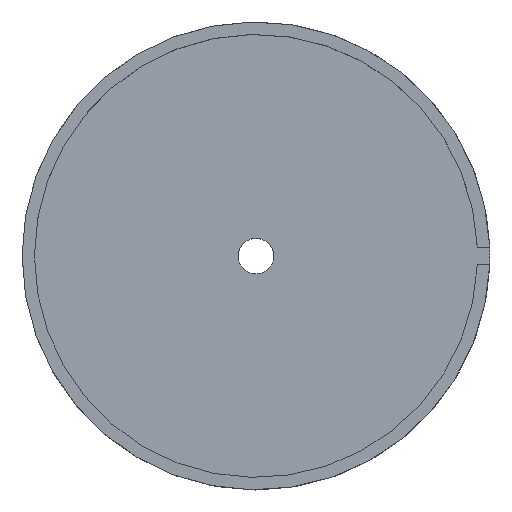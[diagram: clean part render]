
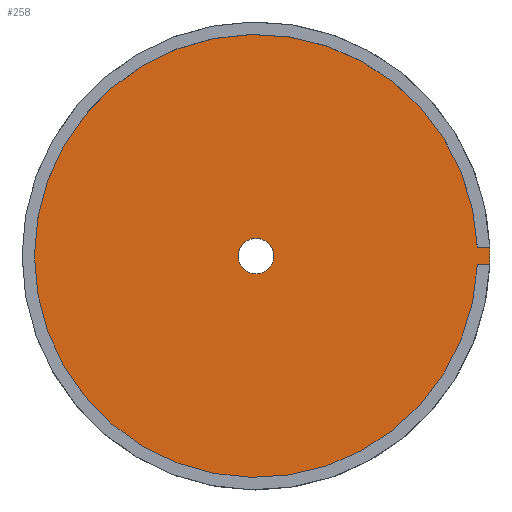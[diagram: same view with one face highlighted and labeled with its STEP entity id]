
A CAD part, top view. The second image highlights one B-rep face of the part: STEP entity #258.
In plain terms, the highlighted planar face has unit normal (0, 0, 1).
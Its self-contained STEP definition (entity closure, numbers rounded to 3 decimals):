
#5 = CIRCLE ( 'NONE', #425, 1. ) ;
#9 = DIRECTION ( 'NONE',  ( 0., 0., -1. ) ) ;
#28 = CARTESIAN_POINT ( 'NONE',  ( 0., 0., 7. ) ) ;
#34 = AXIS2_PLACEMENT_3D ( 'NONE', #28, #278, #296 ) ;
#41 = AXIS2_PLACEMENT_3D ( 'NONE', #189, #385, #420 ) ;
#47 = CARTESIAN_POINT ( 'NONE',  ( 12.49, -0.5, 7. ) ) ;
#52 = LINE ( 'NONE', #172, #68 ) ;
#53 = CARTESIAN_POINT ( 'NONE',  ( -1., 0., 7. ) ) ;
#54 = DIRECTION ( 'NONE',  ( -1., 0., 0. ) ) ;
#56 = VERTEX_POINT ( 'NONE', #47 ) ;
#65 = CARTESIAN_POINT ( 'NONE',  ( 13.2, 0., 7. ) ) ;
#68 = VECTOR ( 'NONE', #69, 1000. ) ;
#69 = DIRECTION ( 'NONE',  ( -1., 0., 0. ) ) ;
#81 = ORIENTED_EDGE ( 'NONE', *, *, #107, .T. ) ;
#84 = EDGE_CURVE ( 'NONE', #176, #99, #355, .T. ) ;
#86 = DIRECTION ( 'NONE',  ( 0., 0., 1. ) ) ;
#91 = CARTESIAN_POINT ( 'NONE',  ( 0., 0., 7. ) ) ;
#92 = ORIENTED_EDGE ( 'NONE', *, *, #275, .T. ) ;
#99 = VERTEX_POINT ( 'NONE', #53 ) ;
#107 = EDGE_CURVE ( 'NONE', #384, #271, #52, .T. ) ;
#115 = AXIS2_PLACEMENT_3D ( 'NONE', #444, #86, #334 ) ;
#135 = CIRCLE ( 'NONE', #250, 12.5 ) ;
#159 = PLANE ( 'NONE',  #245 ) ;
#172 = CARTESIAN_POINT ( 'NONE',  ( 13.2, 0.5, 7. ) ) ;
#176 = VERTEX_POINT ( 'NONE', #265 ) ;
#177 = ORIENTED_EDGE ( 'NONE', *, *, #403, .T. ) ;
#189 = CARTESIAN_POINT ( 'NONE',  ( 0., 0., 7. ) ) ;
#217 = DIRECTION ( 'NONE',  ( 1., 0., 0. ) ) ;
#218 = VERTEX_POINT ( 'NONE', #391 ) ;
#224 = DIRECTION ( 'NONE',  ( 1., 0., 0. ) ) ;
#229 = CARTESIAN_POINT ( 'NONE',  ( 13.2, -0.5, 7. ) ) ;
#235 = ORIENTED_EDGE ( 'NONE', *, *, #375, .T. ) ;
#245 = AXIS2_PLACEMENT_3D ( 'NONE', #328, #9, #289 ) ;
#250 = AXIS2_PLACEMENT_3D ( 'NONE', #330, #291, #217 ) ;
#253 = CIRCLE ( 'NONE', #41, 13.2 ) ;
#254 = FACE_OUTER_BOUND ( 'NONE', #370, .T. ) ;
#258 = ADVANCED_FACE ( 'NONE', ( #254, #283 ), #159, .F. ) ;
#265 = CARTESIAN_POINT ( 'NONE',  ( 1., 0., 7. ) ) ;
#266 = DIRECTION ( 'NONE',  ( 0., 0., 1. ) ) ;
#271 = VERTEX_POINT ( 'NONE', #365 ) ;
#275 = EDGE_CURVE ( 'NONE', #271, #56, #135, .T. ) ;
#278 = DIRECTION ( 'NONE',  ( 0., 0., 1. ) ) ;
#283 = FACE_BOUND ( 'NONE', #372, .T. ) ;
#289 = DIRECTION ( 'NONE',  ( -1., 0., 0. ) ) ;
#291 = DIRECTION ( 'NONE',  ( 0., 0., 1. ) ) ;
#296 = DIRECTION ( 'NONE',  ( 1., 0., 0. ) ) ;
#298 = LINE ( 'NONE', #229, #436 ) ;
#299 = CARTESIAN_POINT ( 'NONE',  ( 13.191, 0.5, 7. ) ) ;
#304 = EDGE_CURVE ( 'NONE', #99, #176, #5, .T. ) ;
#328 = CARTESIAN_POINT ( 'NONE',  ( 0., 12.5, 7. ) ) ;
#330 = CARTESIAN_POINT ( 'NONE',  ( 0., 0., 7. ) ) ;
#333 = EDGE_CURVE ( 'NONE', #218, #56, #298, .T. ) ;
#334 = DIRECTION ( 'NONE',  ( 1., 0., 0. ) ) ;
#355 = CIRCLE ( 'NONE', #34, 1. ) ;
#365 = CARTESIAN_POINT ( 'NONE',  ( 12.49, 0.5, 7. ) ) ;
#368 = CIRCLE ( 'NONE', #115, 13.2 ) ;
#370 = EDGE_LOOP ( 'NONE', ( #92, #396, #177, #235, #81 ) ) ;
#372 = EDGE_LOOP ( 'NONE', ( #428, #440 ) ) ;
#375 = EDGE_CURVE ( 'NONE', #461, #384, #253, .T. ) ;
#384 = VERTEX_POINT ( 'NONE', #299 ) ;
#385 = DIRECTION ( 'NONE',  ( 0., 0., 1. ) ) ;
#391 = CARTESIAN_POINT ( 'NONE',  ( 13.191, -0.5, 7. ) ) ;
#396 = ORIENTED_EDGE ( 'NONE', *, *, #333, .F. ) ;
#403 = EDGE_CURVE ( 'NONE', #218, #461, #368, .T. ) ;
#420 = DIRECTION ( 'NONE',  ( 1., 0., 0. ) ) ;
#425 = AXIS2_PLACEMENT_3D ( 'NONE', #91, #266, #224 ) ;
#428 = ORIENTED_EDGE ( 'NONE', *, *, #84, .F. ) ;
#436 = VECTOR ( 'NONE', #54, 1000. ) ;
#440 = ORIENTED_EDGE ( 'NONE', *, *, #304, .F. ) ;
#444 = CARTESIAN_POINT ( 'NONE',  ( 0., 0., 7. ) ) ;
#461 = VERTEX_POINT ( 'NONE', #65 ) ;
